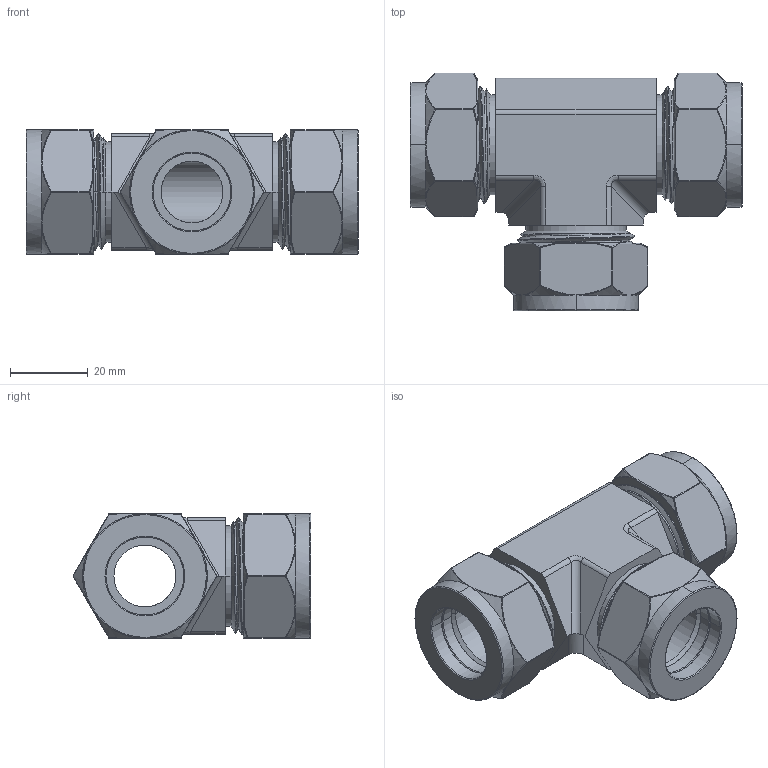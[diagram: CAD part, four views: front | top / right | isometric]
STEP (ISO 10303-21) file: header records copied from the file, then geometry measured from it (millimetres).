
FILE_DESCRIPTION((''),'2;1');
FILE_NAME('001_CTA_UNION_TEE_MASTER_ASM','2025-06-20T13:06:27',('Administrator'),(''),'CREO PARAMETRIC BY PTC INC, 2020184','CREO PARAMETRIC BY PTC INC, 2020184','');
FILE_SCHEMA(('AUTOMOTIVE_DESIGN { 1 0 10303 214 1 1 1 1 }'));
Length unit declared in the file: millimetre
Products named in the file (5): DIN2353-TUBE_CTA; DIN2353_TUBE_NUT_CTA; BACK_FERRULE_CTA; FRONT_FERRULE_CTA; 001_CTA_UNION_TEE_MASTER_ASM
Assembly tree (10 placements, depth 2):
  001_CTA_UNION_TEE_MASTER_ASM
    DIN2353-TUBE_CTA
    DIN2353_TUBE_NUT_CTA  x3
    BACK_FERRULE_CTA  x3
    FRONT_FERRULE_CTA  x3
Bounding box: 85.2 x 61.04 x 32 mm (x, y, z)
Volume: 54720.4 mm3; surface area: 37965.8 mm2
Topology: 10 solids, 10 shells, 597 faces, 1392 edges, 875 vertices
Faces by surface type: cylinder 155, bspline 121, torus 102, cone 90, sphere 72, plane 57
Entity records: 31094 total; most frequent: CARTESIAN_POINT 24151, ORIENTED_EDGE 1374, DIRECTION 1267, EDGE_CURVE 687, AXIS2_PLACEMENT_3D 526, VERTEX_POINT 409, EDGE_LOOP 306, FACE_OUTER_BOUND 291
